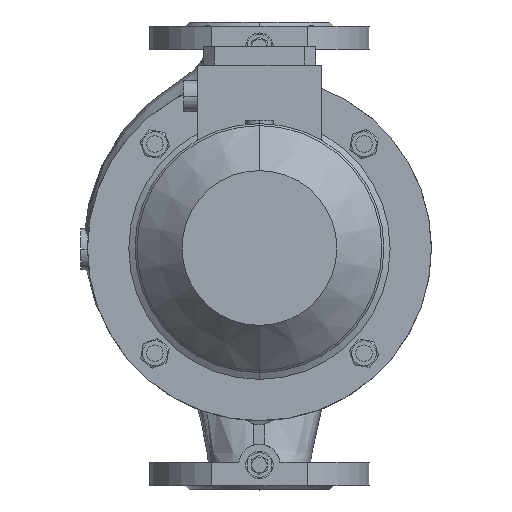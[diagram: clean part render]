
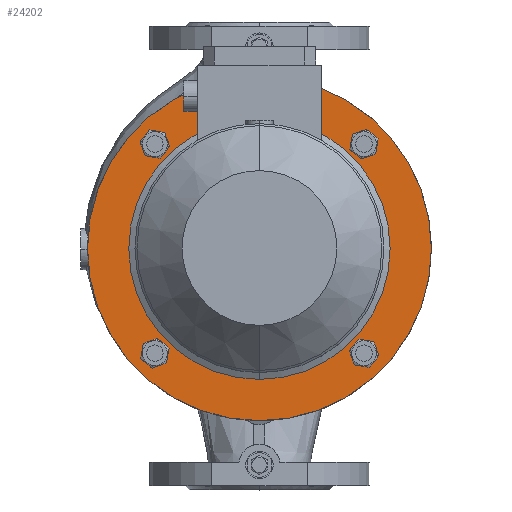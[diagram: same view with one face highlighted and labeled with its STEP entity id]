
A CAD part, top view. The second image highlights one B-rep face of the part: STEP entity #24202.
In plain terms, the highlighted planar face has unit normal (0, 0, 1).
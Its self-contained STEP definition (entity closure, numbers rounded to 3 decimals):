
#141 = CARTESIAN_POINT ( 'NONE',  ( -76.014, 76.014, 173. ) ) ;
#742 = EDGE_LOOP ( 'NONE', ( #9556, #15243 ) ) ;
#1109 = CARTESIAN_POINT ( 'NONE',  ( 76.014, 76.014, 173. ) ) ;
#1127 = DIRECTION ( 'NONE',  ( 0., 0., -1. ) ) ;
#1226 = DIRECTION ( 'NONE',  ( 0., 0., 1. ) ) ;
#1383 = CARTESIAN_POINT ( 'NONE',  ( -76.014, -76.014, 173. ) ) ;
#1395 = CARTESIAN_POINT ( 'NONE',  ( -84.902, 77.581, 173. ) ) ;
#1403 = VERTEX_POINT ( 'NONE', #24234 ) ;
#2142 = DIRECTION ( 'NONE',  ( 0., 0., 1. ) ) ;
#2609 = DIRECTION ( 'NONE',  ( 0., -1., 0. ) ) ;
#2807 = ORIENTED_EDGE ( 'NONE', *, *, #23328, .F. ) ;
#3505 = VERTEX_POINT ( 'NONE', #29494 ) ;
#3765 = DIRECTION ( 'NONE',  ( 0., 1., 0. ) ) ;
#3858 = CARTESIAN_POINT ( 'NONE',  ( 77.581, 84.902, 173. ) ) ;
#4023 = CIRCLE ( 'NONE', #5156, 9.025 ) ;
#4406 = VERTEX_POINT ( 'NONE', #17389 ) ;
#4428 = EDGE_CURVE ( 'NONE', #29551, #14296, #13933, .T. ) ;
#4566 = CARTESIAN_POINT ( 'NONE',  ( -76.014, 76.014, 173. ) ) ;
#5156 = AXIS2_PLACEMENT_3D ( 'NONE', #1383, #32445, #6105 ) ;
#5560 = EDGE_CURVE ( 'NONE', #21816, #3505, #18855, .T. ) ;
#6105 = DIRECTION ( 'NONE',  ( 0., -1., 0. ) ) ;
#6127 = ORIENTED_EDGE ( 'NONE', *, *, #16021, .F. ) ;
#6374 = ORIENTED_EDGE ( 'NONE', *, *, #15366, .F. ) ;
#6520 = CARTESIAN_POINT ( 'NONE',  ( 0., 0., 173. ) ) ;
#6920 = EDGE_LOOP ( 'NONE', ( #28513, #14909 ) ) ;
#7243 = CARTESIAN_POINT ( 'NONE',  ( 84.902, -77.581, 173. ) ) ;
#7436 = ORIENTED_EDGE ( 'NONE', *, *, #23796, .F. ) ;
#7503 = AXIS2_PLACEMENT_3D ( 'NONE', #141, #21181, #13328 ) ;
#7542 = FACE_OUTER_BOUND ( 'NONE', #19415, .T. ) ;
#8511 = EDGE_LOOP ( 'NONE', ( #29103, #33246 ) ) ;
#8653 = CIRCLE ( 'NONE', #26249, 95. ) ;
#9311 = EDGE_LOOP ( 'NONE', ( #2807, #6374 ) ) ;
#9312 = AXIS2_PLACEMENT_3D ( 'NONE', #23725, #26383, #2609 ) ;
#9321 = CIRCLE ( 'NONE', #24772, 9.025 ) ;
#9556 = ORIENTED_EDGE ( 'NONE', *, *, #25580, .T. ) ;
#10271 = VERTEX_POINT ( 'NONE', #1395 ) ;
#10718 = PLANE ( 'NONE',  #9312 ) ;
#10961 = DIRECTION ( 'NONE',  ( 0., 0., -1. ) ) ;
#10976 = CARTESIAN_POINT ( 'NONE',  ( -74.447, -67.126, 173. ) ) ;
#11883 = CARTESIAN_POINT ( 'NONE',  ( 74.447, 67.126, 173. ) ) ;
#12176 = EDGE_CURVE ( 'NONE', #30694, #18547, #8653, .T. ) ;
#12367 = AXIS2_PLACEMENT_3D ( 'NONE', #6520, #1127, #3765 ) ;
#12667 = EDGE_LOOP ( 'NONE', ( #6127, #18305 ) ) ;
#13286 = FACE_BOUND ( 'NONE', #8511, .T. ) ;
#13328 = DIRECTION ( 'NONE',  ( 0., -1., 0. ) ) ;
#13933 = CIRCLE ( 'NONE', #19898, 9.025 ) ;
#14296 = VERTEX_POINT ( 'NONE', #3858 ) ;
#14304 = DIRECTION ( 'NONE',  ( 0., -1., 0. ) ) ;
#14403 = CARTESIAN_POINT ( 'NONE',  ( 0., 0., 173. ) ) ;
#14480 = DIRECTION ( 'NONE',  ( 0., -1., 0. ) ) ;
#14523 = FACE_BOUND ( 'NONE', #9311, .T. ) ;
#14909 = ORIENTED_EDGE ( 'NONE', *, *, #26805, .F. ) ;
#15243 = ORIENTED_EDGE ( 'NONE', *, *, #21395, .T. ) ;
#15366 = EDGE_CURVE ( 'NONE', #20568, #18483, #4023, .T. ) ;
#15575 = CARTESIAN_POINT ( 'NONE',  ( 76.014, -76.014, 173. ) ) ;
#15830 = DIRECTION ( 'NONE',  ( 0., 1., 0. ) ) ;
#16021 = EDGE_CURVE ( 'NONE', #3505, #21816, #9321, .T. ) ;
#16165 = CIRCLE ( 'NONE', #21903, 9.025 ) ;
#16663 = CIRCLE ( 'NONE', #26487, 9.025 ) ;
#16691 = AXIS2_PLACEMENT_3D ( 'NONE', #14403, #19381, #30285 ) ;
#17087 = DIRECTION ( 'NONE',  ( 0., -1., 0. ) ) ;
#17310 = DIRECTION ( 'NONE',  ( 0., 1., 0. ) ) ;
#17350 = AXIS2_PLACEMENT_3D ( 'NONE', #26168, #10961, #15830 ) ;
#17389 = CARTESIAN_POINT ( 'NONE',  ( 0., 125., 173. ) ) ;
#17886 = CIRCLE ( 'NONE', #12367, 125. ) ;
#18219 = EDGE_CURVE ( 'NONE', #18547, #30694, #21860, .T. ) ;
#18305 = ORIENTED_EDGE ( 'NONE', *, *, #5560, .F. ) ;
#18483 = VERTEX_POINT ( 'NONE', #10976 ) ;
#18547 = VERTEX_POINT ( 'NONE', #23978 ) ;
#18855 = CIRCLE ( 'NONE', #28085, 9.025 ) ;
#19175 = DIRECTION ( 'NONE',  ( 0., 0., 1. ) ) ;
#19381 = DIRECTION ( 'NONE',  ( 0., 0., -1. ) ) ;
#19415 = EDGE_LOOP ( 'NONE', ( #7436, #24981 ) ) ;
#19886 = FACE_BOUND ( 'NONE', #12667, .T. ) ;
#19898 = AXIS2_PLACEMENT_3D ( 'NONE', #26205, #26089, #31277 ) ;
#20208 = DIRECTION ( 'NONE',  ( 0., -1., 0. ) ) ;
#20329 = FACE_BOUND ( 'NONE', #742, .T. ) ;
#20393 = CARTESIAN_POINT ( 'NONE',  ( 0., -95., 173. ) ) ;
#20527 = DIRECTION ( 'NONE',  ( 0., -1., 0. ) ) ;
#20568 = VERTEX_POINT ( 'NONE', #29361 ) ;
#21181 = DIRECTION ( 'NONE',  ( 0., 0., -1. ) ) ;
#21395 = EDGE_CURVE ( 'NONE', #10271, #1403, #22907, .T. ) ;
#21816 = VERTEX_POINT ( 'NONE', #7243 ) ;
#21860 = CIRCLE ( 'NONE', #16691, 95. ) ;
#21903 = AXIS2_PLACEMENT_3D ( 'NONE', #4566, #22831, #20208 ) ;
#22343 = CARTESIAN_POINT ( 'NONE',  ( 0., 0., 173. ) ) ;
#22831 = DIRECTION ( 'NONE',  ( 0., 0., -1. ) ) ;
#22907 = CIRCLE ( 'NONE', #7503, 9.025 ) ;
#23328 = EDGE_CURVE ( 'NONE', #18483, #20568, #16663, .T. ) ;
#23725 = CARTESIAN_POINT ( 'NONE',  ( 0., 125., 173. ) ) ;
#23796 = EDGE_CURVE ( 'NONE', #4406, #30271, #17886, .T. ) ;
#23957 = CIRCLE ( 'NONE', #17350, 125. ) ;
#23978 = CARTESIAN_POINT ( 'NONE',  ( 0., 95., 173. ) ) ;
#24202 = ADVANCED_FACE ( 'NONE', ( #20329, #28536, #14523, #19886, #13286, #7542 ), #10718, .T. ) ;
#24234 = CARTESIAN_POINT ( 'NONE',  ( -67.126, 74.447, 173. ) ) ;
#24772 = AXIS2_PLACEMENT_3D ( 'NONE', #15575, #2142, #20527 ) ;
#24981 = ORIENTED_EDGE ( 'NONE', *, *, #27598, .F. ) ;
#25418 = AXIS2_PLACEMENT_3D ( 'NONE', #1109, #1226, #14304 ) ;
#25580 = EDGE_CURVE ( 'NONE', #1403, #10271, #16165, .T. ) ;
#26089 = DIRECTION ( 'NONE',  ( 0., 0., 1. ) ) ;
#26168 = CARTESIAN_POINT ( 'NONE',  ( 0., 0., 173. ) ) ;
#26205 = CARTESIAN_POINT ( 'NONE',  ( 76.014, 76.014, 173. ) ) ;
#26249 = AXIS2_PLACEMENT_3D ( 'NONE', #22343, #33060, #17310 ) ;
#26383 = DIRECTION ( 'NONE',  ( 0., 0., 1. ) ) ;
#26487 = AXIS2_PLACEMENT_3D ( 'NONE', #27396, #30020, #14480 ) ;
#26548 = CARTESIAN_POINT ( 'NONE',  ( 76.014, -76.014, 173. ) ) ;
#26805 = EDGE_CURVE ( 'NONE', #14296, #29551, #33898, .T. ) ;
#27396 = CARTESIAN_POINT ( 'NONE',  ( -76.014, -76.014, 173. ) ) ;
#27598 = EDGE_CURVE ( 'NONE', #30271, #4406, #23957, .T. ) ;
#28085 = AXIS2_PLACEMENT_3D ( 'NONE', #26548, #19175, #17087 ) ;
#28513 = ORIENTED_EDGE ( 'NONE', *, *, #4428, .F. ) ;
#28536 = FACE_BOUND ( 'NONE', #6920, .T. ) ;
#29103 = ORIENTED_EDGE ( 'NONE', *, *, #18219, .T. ) ;
#29361 = CARTESIAN_POINT ( 'NONE',  ( -77.581, -84.902, 173. ) ) ;
#29494 = CARTESIAN_POINT ( 'NONE',  ( 67.126, -74.447, 173. ) ) ;
#29551 = VERTEX_POINT ( 'NONE', #11883 ) ;
#30020 = DIRECTION ( 'NONE',  ( 0., 0., 1. ) ) ;
#30271 = VERTEX_POINT ( 'NONE', #31685 ) ;
#30285 = DIRECTION ( 'NONE',  ( 0., 1., 0. ) ) ;
#30694 = VERTEX_POINT ( 'NONE', #20393 ) ;
#31277 = DIRECTION ( 'NONE',  ( 0., -1., 0. ) ) ;
#31685 = CARTESIAN_POINT ( 'NONE',  ( 0., -125., 173. ) ) ;
#32445 = DIRECTION ( 'NONE',  ( 0., 0., 1. ) ) ;
#33060 = DIRECTION ( 'NONE',  ( 0., 0., -1. ) ) ;
#33246 = ORIENTED_EDGE ( 'NONE', *, *, #12176, .T. ) ;
#33898 = CIRCLE ( 'NONE', #25418, 9.025 ) ;
